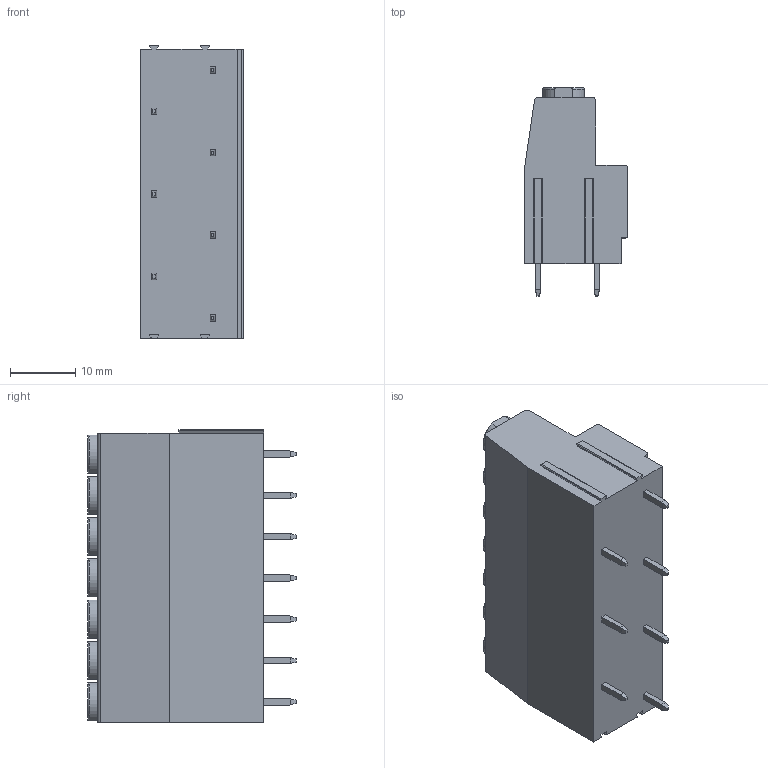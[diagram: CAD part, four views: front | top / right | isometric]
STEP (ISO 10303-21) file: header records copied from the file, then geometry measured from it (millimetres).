
FILE_DESCRIPTION((''),'2;1');
FILE_NAME('PRT0050','2024-10-21T',('yanfa'),(''),'PRO/ENGINEER BY PARAMETRIC TECHNOLOGY CORPORATION, 2009280','PRO/ENGINEER BY PARAMETRIC TECHNOLOGY CORPORATION, 2009280','');
FILE_SCHEMA(('AUTOMOTIVE_DESIGN_CC2 { 1 2 10303 214 -1 1 5 2 }'));
Length unit declared in the file: millimetre
Products named in the file (1): PRT0050
Bounding box: 15.85 x 32 x 45.05 mm (x, y, z)
Volume: 13252.6 mm3; surface area: 6343.7 mm2
Topology: 1 solids, 1 shells, 400 faces, 1019 edges, 656 vertices
Faces by surface type: plane 244, cylinder 100, torus 28, cone 28
Entity records: 12365 total; most frequent: CARTESIAN_POINT 2551, ORIENTED_EDGE 2038, DIRECTION 2019, EDGE_CURVE 1019, VECTOR 707, LINE 707, AXIS2_PLACEMENT_3D 656, VERTEX_POINT 656
